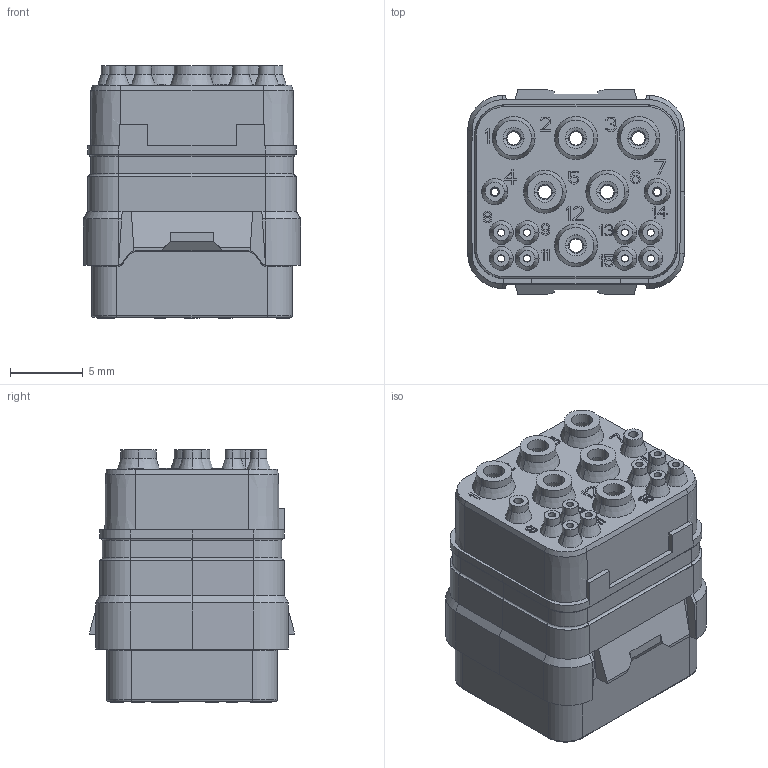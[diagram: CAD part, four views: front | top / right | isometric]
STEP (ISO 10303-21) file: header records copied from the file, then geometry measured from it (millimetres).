
FILE_DESCRIPTION((''),'2;1');
FILE_NAME('SIMM1602PA','2020-01-06T',('presta_be4'),(''),'CREO PARAMETRIC BY PTC INC, 2018360','CREO PARAMETRIC BY PTC INC, 2018360','');
FILE_SCHEMA(('CONFIG_CONTROL_DESIGN'));
Products named in the file (1): SIMM1602PA
Bounding box: 15 x 14.1 x 17.38 mm (x, y, z)
Volume: 1649.2 mm3; surface area: 3327.5 mm2
Topology: 1 solids, 5 shells, 2680 faces, 6688 edges, 4163 vertices
Faces by surface type: plane 1512, cylinder 498, torus 388, cone 266, bspline 16
Entity records: 79277 total; most frequent: CARTESIAN_POINT 13961, DIRECTION 13899, ORIENTED_EDGE 13376, EDGE_CURVE 6688, VECTOR 4729, LINE 4729, AXIS2_PLACEMENT_3D 4585, VERTEX_POINT 4163
